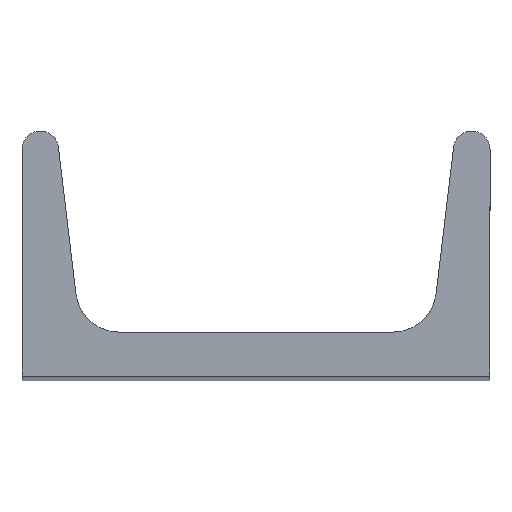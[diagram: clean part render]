
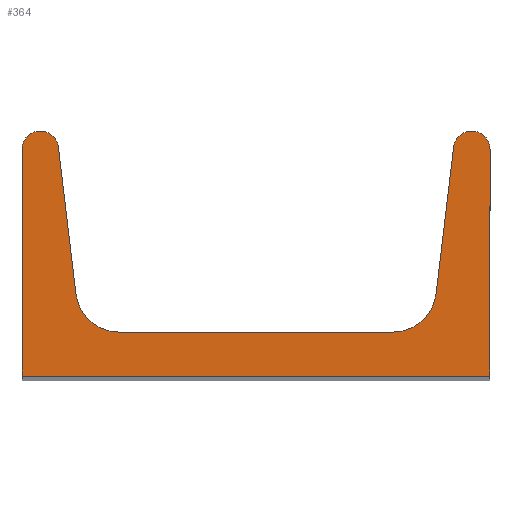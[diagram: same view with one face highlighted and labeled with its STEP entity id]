
A CAD part, top view. The second image highlights one B-rep face of the part: STEP entity #364.
In plain terms, the highlighted planar face has unit normal (0, 0, 1).
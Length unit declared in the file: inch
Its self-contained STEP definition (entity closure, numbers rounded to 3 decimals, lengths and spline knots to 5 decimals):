
#1 = CIRCLE ( 'NONE', #83, 0.1875 ) ;
#7 = PLANE ( 'NONE',  #369 ) ;
#11 = CARTESIAN_POINT ( 'NONE',  ( 1., 0., 6. ) ) ;
#15 = FACE_OUTER_BOUND ( 'NONE', #239, .T. ) ;
#20 = CARTESIAN_POINT ( 'NONE',  ( 0., -0.33594, 6. ) ) ;
#25 = CARTESIAN_POINT ( 'NONE',  ( 0.77899, -0.09293, 6. ) ) ;
#26 = LINE ( 'NONE', #354, #333 ) ;
#31 = VERTEX_POINT ( 'NONE', #335 ) ;
#32 = CARTESIAN_POINT ( 'NONE',  ( 0.58354, -0.14844, 6. ) ) ;
#34 = VECTOR ( 'NONE', #282, 39.37008 ) ;
#40 = DIRECTION ( 'NONE',  ( 0.118, -0.993, 0. ) ) ;
#41 = EDGE_CURVE ( 'NONE', #100, #246, #148, .T. ) ;
#48 = DIRECTION ( 'NONE',  ( 0., 0., 1. ) ) ;
#53 = DIRECTION ( 'NONE',  ( -1., 0., 0. ) ) ;
#67 = LINE ( 'NONE', #319, #88 ) ;
#68 = ORIENTED_EDGE ( 'NONE', *, *, #153, .T. ) ;
#72 = CARTESIAN_POINT ( 'NONE',  ( 0.58354, -0.33594, 6. ) ) ;
#75 = CARTESIAN_POINT ( 'NONE',  ( 1., 0.44531, 6. ) ) ;
#81 = DIRECTION ( 'NONE',  ( 0., 0., -1. ) ) ;
#83 = AXIS2_PLACEMENT_3D ( 'NONE', #314, #349, #140 ) ;
#88 = VECTOR ( 'NONE', #40, 39.37008 ) ;
#89 = EDGE_CURVE ( 'NONE', #246, #347, #118, .T. ) ;
#100 = VERTEX_POINT ( 'NONE', #358 ) ;
#106 = VERTEX_POINT ( 'NONE', #210 ) ;
#114 = CARTESIAN_POINT ( 'NONE',  ( -0.8443, 0.45457, 6. ) ) ;
#118 = CIRCLE ( 'NONE', #327, 0.1875 ) ;
#122 = DIRECTION ( 'NONE',  ( 1., 0., 0. ) ) ;
#127 = DIRECTION ( 'NONE',  ( 1., 0., 0. ) ) ;
#129 = CARTESIAN_POINT ( 'NONE',  ( 1., -0.52344, 6. ) ) ;
#140 = DIRECTION ( 'NONE',  ( 1., 0., 0. ) ) ;
#143 = DIRECTION ( 'NONE',  ( 0., 0., -1. ) ) ;
#146 = CARTESIAN_POINT ( 'NONE',  ( 0.76972, -0.17065, 6. ) ) ;
#148 = LINE ( 'NONE', #25, #304 ) ;
#152 = CIRCLE ( 'NONE', #344, 0.07813 ) ;
#153 = EDGE_CURVE ( 'NONE', #347, #259, #422, .T. ) ;
#162 = ORIENTED_EDGE ( 'NONE', *, *, #254, .F. ) ;
#163 = ORIENTED_EDGE ( 'NONE', *, *, #278, .T. ) ;
#171 = DIRECTION ( 'NONE',  ( 0., 0., 1. ) ) ;
#187 = CARTESIAN_POINT ( 'NONE',  ( -0.92188, 0.44531, 6. ) ) ;
#199 = VERTEX_POINT ( 'NONE', #129 ) ;
#202 = VECTOR ( 'NONE', #391, 39.37008 ) ;
#203 = ORIENTED_EDGE ( 'NONE', *, *, #377, .T. ) ;
#210 = CARTESIAN_POINT ( 'NONE',  ( -1., -0.52344, 6. ) ) ;
#211 = LINE ( 'NONE', #280, #34 ) ;
#217 = LINE ( 'NONE', #11, #202 ) ;
#224 = CARTESIAN_POINT ( 'NONE',  ( -1., 0.44531, 6. ) ) ;
#232 = DIRECTION ( 'NONE',  ( -0.118, -0.993, 0. ) ) ;
#233 = ORIENTED_EDGE ( 'NONE', *, *, #237, .T. ) ;
#237 = EDGE_CURVE ( 'NONE', #199, #289, #217, .T. ) ;
#239 = EDGE_LOOP ( 'NONE', ( #162, #360, #305, #255, #233, #203, #241, #322, #68, #163 ) ) ;
#241 = ORIENTED_EDGE ( 'NONE', *, *, #41, .T. ) ;
#246 = VERTEX_POINT ( 'NONE', #146 ) ;
#249 = DIRECTION ( 'NONE',  ( -1., 0., 0. ) ) ;
#254 = EDGE_CURVE ( 'NONE', #340, #31, #67, .T. ) ;
#255 = ORIENTED_EDGE ( 'NONE', *, *, #272, .F. ) ;
#257 = CARTESIAN_POINT ( 'NONE',  ( 0.92188, 0.44531, 6. ) ) ;
#259 = VERTEX_POINT ( 'NONE', #283 ) ;
#272 = EDGE_CURVE ( 'NONE', #199, #106, #26, .T. ) ;
#278 = EDGE_CURVE ( 'NONE', #259, #31, #1, .T. ) ;
#280 = CARTESIAN_POINT ( 'NONE',  ( -1., 0., 6. ) ) ;
#282 = DIRECTION ( 'NONE',  ( 0., 1., 0. ) ) ;
#283 = CARTESIAN_POINT ( 'NONE',  ( -0.58354, -0.33594, 6. ) ) ;
#285 = DIRECTION ( 'NONE',  ( 1., 0., 0. ) ) ;
#289 = VERTEX_POINT ( 'NONE', #75 ) ;
#304 = VECTOR ( 'NONE', #232, 39.37008 ) ;
#305 = ORIENTED_EDGE ( 'NONE', *, *, #306, .F. ) ;
#306 = EDGE_CURVE ( 'NONE', #106, #410, #211, .T. ) ;
#314 = CARTESIAN_POINT ( 'NONE',  ( -0.58354, -0.14844, 6. ) ) ;
#319 = CARTESIAN_POINT ( 'NONE',  ( -0.77899, -0.09293, 6. ) ) ;
#322 = ORIENTED_EDGE ( 'NONE', *, *, #89, .T. ) ;
#327 = AXIS2_PLACEMENT_3D ( 'NONE', #32, #143, #127 ) ;
#333 = VECTOR ( 'NONE', #249, 39.37008 ) ;
#335 = CARTESIAN_POINT ( 'NONE',  ( -0.76972, -0.17065, 6. ) ) ;
#340 = VERTEX_POINT ( 'NONE', #114 ) ;
#344 = AXIS2_PLACEMENT_3D ( 'NONE', #187, #81, #122 ) ;
#347 = VERTEX_POINT ( 'NONE', #72 ) ;
#349 = DIRECTION ( 'NONE',  ( 0., 0., -1. ) ) ;
#352 = DIRECTION ( 'NONE',  ( 1., 0., 0. ) ) ;
#354 = CARTESIAN_POINT ( 'NONE',  ( 0., -0.52344, 6. ) ) ;
#358 = CARTESIAN_POINT ( 'NONE',  ( 0.8443, 0.45457, 6. ) ) ;
#360 = ORIENTED_EDGE ( 'NONE', *, *, #446, .F. ) ;
#364 = ADVANCED_FACE ( 'NONE', ( #15 ), #7, .T. ) ;
#369 = AXIS2_PLACEMENT_3D ( 'NONE', #421, #171, #352 ) ;
#377 = EDGE_CURVE ( 'NONE', #289, #100, #413, .T. ) ;
#386 = VECTOR ( 'NONE', #53, 39.37008 ) ;
#390 = AXIS2_PLACEMENT_3D ( 'NONE', #257, #48, #285 ) ;
#391 = DIRECTION ( 'NONE',  ( 0., 1., 0. ) ) ;
#410 = VERTEX_POINT ( 'NONE', #224 ) ;
#413 = CIRCLE ( 'NONE', #390, 0.07813 ) ;
#421 = CARTESIAN_POINT ( 'NONE',  ( 0., 0., 6. ) ) ;
#422 = LINE ( 'NONE', #20, #386 ) ;
#446 = EDGE_CURVE ( 'NONE', #410, #340, #152, .T. ) ;
